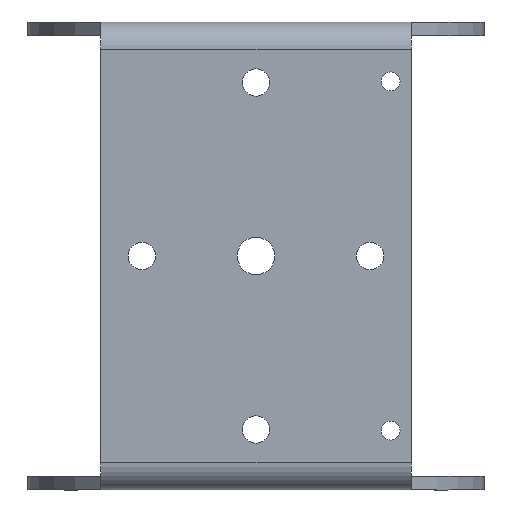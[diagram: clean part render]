
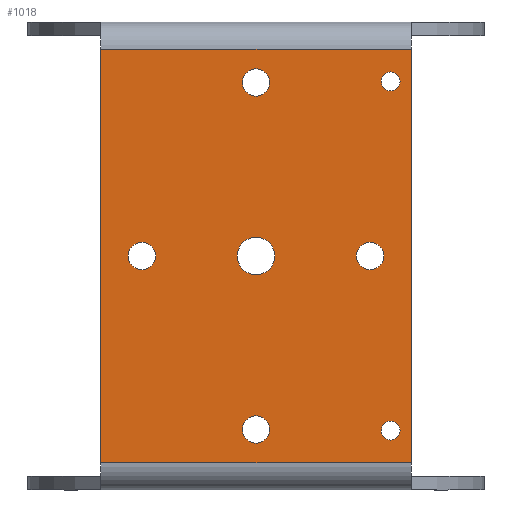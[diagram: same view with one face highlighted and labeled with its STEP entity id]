
A CAD part, front view. The second image highlights one B-rep face of the part: STEP entity #1018.
In plain terms, the highlighted planar face has unit normal (0, -1, 0).
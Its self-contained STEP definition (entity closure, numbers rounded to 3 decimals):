
#62=FACE_BOUND('',#223,.T.);
#63=FACE_BOUND('',#224,.T.);
#64=FACE_BOUND('',#225,.T.);
#65=FACE_BOUND('',#226,.T.);
#66=FACE_BOUND('',#227,.T.);
#67=FACE_BOUND('',#228,.T.);
#68=FACE_BOUND('',#229,.T.);
#82=PLANE('',#1153);
#128=FACE_OUTER_BOUND('',#222,.T.);
#222=EDGE_LOOP('',(#925,#926,#927,#928));
#223=EDGE_LOOP('',(#929));
#224=EDGE_LOOP('',(#930));
#225=EDGE_LOOP('',(#931));
#226=EDGE_LOOP('',(#932));
#227=EDGE_LOOP('',(#933));
#228=EDGE_LOOP('',(#934));
#229=EDGE_LOOP('',(#935));
#276=LINE('',#1664,#345);
#291=LINE('',#1714,#360);
#293=LINE('',#1717,#362);
#297=LINE('',#1726,#366);
#345=VECTOR('',#1384,10.);
#360=VECTOR('',#1427,10.);
#362=VECTOR('',#1431,10.);
#366=VECTOR('',#1445,10.);
#371=CIRCLE('',#1043,2.067);
#374=CIRCLE('',#1047,2.067);
#375=CIRCLE('',#1049,3.);
#377=CIRCLE('',#1052,3.);
#379=CIRCLE('',#1055,3.);
#381=CIRCLE('',#1058,3.);
#383=CIRCLE('',#1061,4.1);
#439=VERTEX_POINT('',#1462);
#442=VERTEX_POINT('',#1470);
#443=VERTEX_POINT('',#1474);
#445=VERTEX_POINT('',#1480);
#447=VERTEX_POINT('',#1486);
#449=VERTEX_POINT('',#1492);
#451=VERTEX_POINT('',#1498);
#505=VERTEX_POINT('',#1660);
#507=VERTEX_POINT('',#1663);
#522=VERTEX_POINT('',#1698);
#528=VERTEX_POINT('',#1712);
#532=EDGE_CURVE('',#439,#439,#371,.T.);
#536=EDGE_CURVE('',#442,#442,#374,.T.);
#537=EDGE_CURVE('',#443,#443,#375,.T.);
#540=EDGE_CURVE('',#445,#445,#377,.T.);
#543=EDGE_CURVE('',#447,#447,#379,.T.);
#546=EDGE_CURVE('',#449,#449,#381,.T.);
#549=EDGE_CURVE('',#451,#451,#383,.T.);
#631=EDGE_CURVE('',#507,#505,#276,.T.);
#657=EDGE_CURVE('',#522,#528,#291,.T.);
#659=EDGE_CURVE('',#505,#522,#293,.T.);
#663=EDGE_CURVE('',#507,#528,#297,.T.);
#925=ORIENTED_EDGE('',*,*,#631,.T.);
#926=ORIENTED_EDGE('',*,*,#659,.T.);
#927=ORIENTED_EDGE('',*,*,#657,.T.);
#928=ORIENTED_EDGE('',*,*,#663,.F.);
#929=ORIENTED_EDGE('',*,*,#532,.T.);
#930=ORIENTED_EDGE('',*,*,#536,.T.);
#931=ORIENTED_EDGE('',*,*,#537,.T.);
#932=ORIENTED_EDGE('',*,*,#540,.T.);
#933=ORIENTED_EDGE('',*,*,#543,.T.);
#934=ORIENTED_EDGE('',*,*,#546,.T.);
#935=ORIENTED_EDGE('',*,*,#549,.T.);
#1018=ADVANCED_FACE('',(#128,#62,#63,#64,#65,#66,#67,#68),#82,.T.);
#1043=AXIS2_PLACEMENT_3D('',#1464,#1164,#1165);
#1047=AXIS2_PLACEMENT_3D('',#1472,#1173,#1174);
#1049=AXIS2_PLACEMENT_3D('',#1475,#1177,#1178);
#1052=AXIS2_PLACEMENT_3D('',#1481,#1184,#1185);
#1055=AXIS2_PLACEMENT_3D('',#1487,#1191,#1192);
#1058=AXIS2_PLACEMENT_3D('',#1493,#1198,#1199);
#1061=AXIS2_PLACEMENT_3D('',#1499,#1205,#1206);
#1153=AXIS2_PLACEMENT_3D('',#1731,#1452,#1453);
#1164=DIRECTION('center_axis',(0.,1.,0.));
#1165=DIRECTION('ref_axis',(1.,0.,0.));
#1173=DIRECTION('center_axis',(0.,1.,0.));
#1174=DIRECTION('ref_axis',(1.,0.,0.));
#1177=DIRECTION('center_axis',(0.,1.,0.));
#1178=DIRECTION('ref_axis',(-1.,0.,0.));
#1184=DIRECTION('center_axis',(0.,1.,0.));
#1185=DIRECTION('ref_axis',(-1.,0.,0.));
#1191=DIRECTION('center_axis',(0.,1.,0.));
#1192=DIRECTION('ref_axis',(-1.,0.,0.));
#1198=DIRECTION('center_axis',(0.,1.,0.));
#1199=DIRECTION('ref_axis',(-1.,0.,0.));
#1205=DIRECTION('center_axis',(0.,1.,0.));
#1206=DIRECTION('ref_axis',(-1.,0.,0.));
#1384=DIRECTION('',(0.,0.,1.));
#1427=DIRECTION('',(0.,0.,-1.));
#1431=DIRECTION('',(-1.,0.,0.));
#1445=DIRECTION('',(-1.,0.,0.));
#1452=DIRECTION('center_axis',(0.,-1.,0.));
#1453=DIRECTION('ref_axis',(1.,0.,0.));
#1462=CARTESIAN_POINT('',(77.433,-3.,10.));
#1464=CARTESIAN_POINT('Origin',(79.5,-3.,10.));
#1470=CARTESIAN_POINT('',(77.433,-3.,86.5));
#1472=CARTESIAN_POINT('Origin',(79.5,-3.,86.5));
#1474=CARTESIAN_POINT('',(78.,-3.,48.25));
#1475=CARTESIAN_POINT('Origin',(75.,-3.,48.25));
#1480=CARTESIAN_POINT('',(53.,-3.,86.25));
#1481=CARTESIAN_POINT('Origin',(50.,-3.,86.25));
#1486=CARTESIAN_POINT('',(53.,-3.,10.25));
#1487=CARTESIAN_POINT('Origin',(50.,-3.,10.25));
#1492=CARTESIAN_POINT('',(28.,-3.,48.25));
#1493=CARTESIAN_POINT('Origin',(25.,-3.,48.25));
#1498=CARTESIAN_POINT('',(54.1,-3.,48.25));
#1499=CARTESIAN_POINT('Origin',(50.,-3.,48.25));
#1660=CARTESIAN_POINT('',(84.,-3.,93.5));
#1663=CARTESIAN_POINT('',(84.,-3.,3.));
#1664=CARTESIAN_POINT('',(84.,-3.,73.875));
#1698=CARTESIAN_POINT('',(16.,-3.,93.5));
#1712=CARTESIAN_POINT('',(16.,-3.,3.));
#1714=CARTESIAN_POINT('',(16.,-3.,73.875));
#1717=CARTESIAN_POINT('',(50.,-3.,93.5));
#1726=CARTESIAN_POINT('',(50.,-3.,3.));
#1731=CARTESIAN_POINT('Origin',(50.,-3.,48.25));
